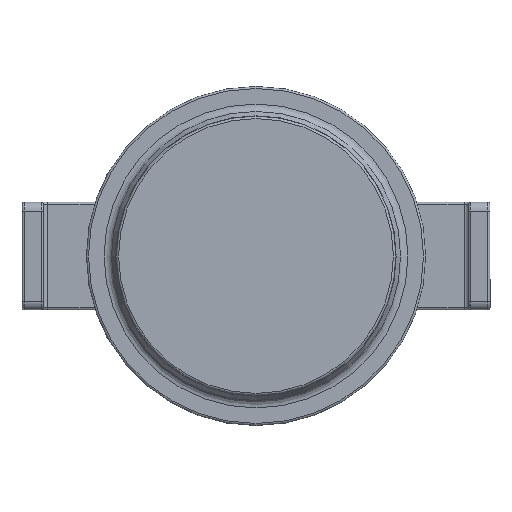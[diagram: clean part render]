
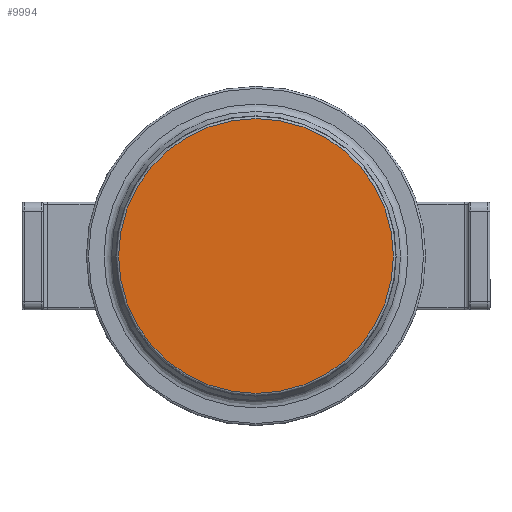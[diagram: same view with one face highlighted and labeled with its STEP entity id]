
A CAD part, front view. The second image highlights one B-rep face of the part: STEP entity #9994.
In plain terms, the highlighted face is planar.
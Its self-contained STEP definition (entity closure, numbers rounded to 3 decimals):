
#1386=PLANE('',#10507);
#3014=FACE_OUTER_BOUND('',#3766,.T.);
#3766=EDGE_LOOP('',(#9248));
#4045=CIRCLE('',#10508,3.2);
#4987=VERTEX_POINT('',#22454);
#6417=EDGE_CURVE('',#4987,#4987,#4045,.T.);
#9248=ORIENTED_EDGE('',*,*,#6417,.F.);
#9994=ADVANCED_FACE('',(#3014),#1386,.T.);
#10507=AXIS2_PLACEMENT_3D('',#22453,#12007,#12008);
#10508=AXIS2_PLACEMENT_3D('',#22455,#12009,#12010);
#12007=DIRECTION('center_axis',(0.,1.,0.));
#12008=DIRECTION('ref_axis',(0.,0.,1.));
#12009=DIRECTION('center_axis',(0.,-1.,0.));
#12010=DIRECTION('ref_axis',(-1.,0.,0.));
#22453=CARTESIAN_POINT('Origin',(-1.6,1.007,0.));
#22454=CARTESIAN_POINT('',(-3.2,1.007,0.));
#22455=CARTESIAN_POINT('Origin',(0.,1.007,0.));
